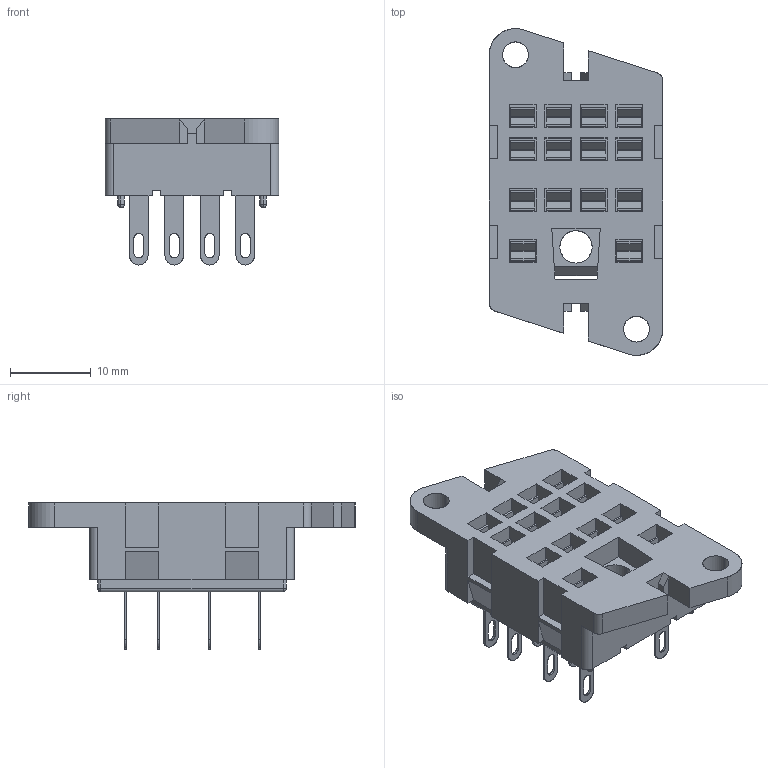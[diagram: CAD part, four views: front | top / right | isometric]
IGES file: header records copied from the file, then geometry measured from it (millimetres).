
Start section: SolidWorks IGES file using analytic representation for surfaces
Global section: file name: G4.IGS; native system: SolidWorks 2012; preprocessor: SolidWorks 2012; author: pikusl; date: 141003.114913; units: millimetre
Bounding box: 21.5 x 40.5 x 18.1 mm (x, y, z)
Surface area: 6257.2 mm2 (no closed solid volume)
Topology: 0 solids, 0 shells, 1037 faces, 8829 edges, 8821 vertices
Faces by surface type: bspline 891, revolution 146
